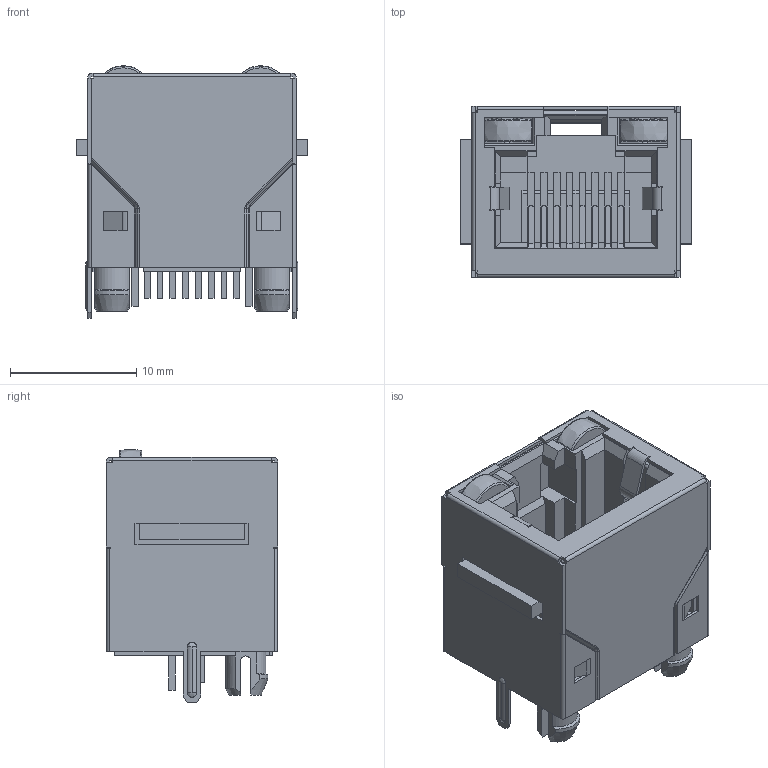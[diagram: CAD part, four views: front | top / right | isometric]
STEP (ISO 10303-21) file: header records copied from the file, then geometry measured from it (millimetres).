
FILE_DESCRIPTION (( 'STEP AP214' ), '1' );
FILE_NAME ('ACC-M-RJHSE-338X-REVT3.STEP', '2018-12-18T07:00:36', ( '' ), ( '' ), 'SwSTEP 2.0', 'SolidWorks 2018', '' );
FILE_SCHEMA (( 'AUTOMOTIVE_DESIGN' ));
Length unit declared in the file: inch
Products named in the file (1): ACC-M-RJHSE-338X-REVT3
Bounding box: 18.29 x 13.56 x 20.06 mm (x, y, z)
Volume: 2000 mm3; surface area: 5280.1 mm2
Topology: 1 solids, 1 shells, 1161 faces, 3479 edges, 2244 vertices
Faces by surface type: plane 828, cylinder 259, bspline 60, cone 14
Entity records: 55098 total; most frequent: CARTESIAN_POINT 8763, ORIENTED_EDGE 6934, DIRECTION 6065, EDGE_CURVE 3467, LINE 2797, VECTOR 2797, VERTEX_POINT 2244, AXIS2_PLACEMENT_3D 1634
